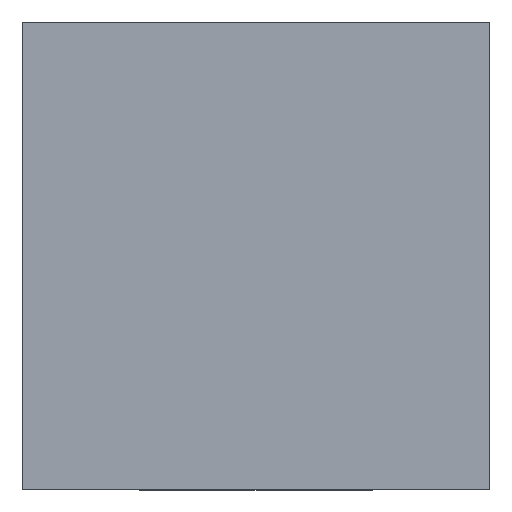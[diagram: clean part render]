
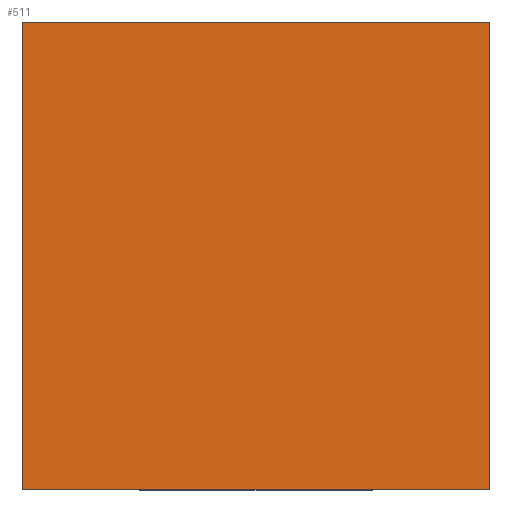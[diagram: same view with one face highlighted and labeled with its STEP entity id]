
A CAD part, top view. The second image highlights one B-rep face of the part: STEP entity #511.
In plain terms, the highlighted planar face has unit normal (0, 0, 1).
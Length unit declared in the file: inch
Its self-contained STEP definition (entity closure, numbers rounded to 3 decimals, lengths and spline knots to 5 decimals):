
#131 = VECTOR ( 'NONE', #2001, 39.37008 ) ;
#272 = VERTEX_POINT ( 'NONE', #1040 ) ;
#282 = VERTEX_POINT ( 'NONE', #1018 ) ;
#326 = FACE_OUTER_BOUND ( 'NONE', #2428, .T. ) ;
#511 = ADVANCED_FACE ( 'NONE', ( #326 ), #2370, .T. ) ;
#525 = CARTESIAN_POINT ( 'NONE',  ( 0.05787, 0.05787, 0.04331 ) ) ;
#547 = ORIENTED_EDGE ( 'NONE', *, *, #984, .T. ) ;
#689 = AXIS2_PLACEMENT_3D ( 'NONE', #1131, #1087, #1290 ) ;
#782 = DIRECTION ( 'NONE',  ( 1., 0., 0. ) ) ;
#868 = LINE ( 'NONE', #979, #131 ) ;
#979 = CARTESIAN_POINT ( 'NONE',  ( -0.05787, 0., 0.04331 ) ) ;
#984 = EDGE_CURVE ( 'NONE', #282, #2154, #1135, .T. ) ;
#1018 = CARTESIAN_POINT ( 'NONE',  ( 0.05787, -0.05787, 0.04331 ) ) ;
#1024 = EDGE_CURVE ( 'NONE', #272, #2315, #868, .T. ) ;
#1025 = CARTESIAN_POINT ( 'NONE',  ( 0., 0.05787, 0.04331 ) ) ;
#1040 = CARTESIAN_POINT ( 'NONE',  ( -0.05787, 0.05787, 0.04331 ) ) ;
#1054 = DIRECTION ( 'NONE',  ( -1., 0., 0. ) ) ;
#1087 = DIRECTION ( 'NONE',  ( 0., 0., 1. ) ) ;
#1089 = CARTESIAN_POINT ( 'NONE',  ( 0., -0.05787, 0.04331 ) ) ;
#1131 = CARTESIAN_POINT ( 'NONE',  ( 0., 0., 0.04331 ) ) ;
#1135 = LINE ( 'NONE', #1957, #1845 ) ;
#1136 = EDGE_CURVE ( 'NONE', #2154, #272, #1508, .T. ) ;
#1153 = EDGE_CURVE ( 'NONE', #2315, #282, #2245, .T. ) ;
#1290 = DIRECTION ( 'NONE',  ( 1., 0., 0. ) ) ;
#1455 = VECTOR ( 'NONE', #1054, 39.37008 ) ;
#1508 = LINE ( 'NONE', #1025, #1455 ) ;
#1616 = ORIENTED_EDGE ( 'NONE', *, *, #1024, .T. ) ;
#1845 = VECTOR ( 'NONE', #1981, 39.37008 ) ;
#1957 = CARTESIAN_POINT ( 'NONE',  ( 0.05787, 0., 0.04331 ) ) ;
#1981 = DIRECTION ( 'NONE',  ( 0., 1., 0. ) ) ;
#2001 = DIRECTION ( 'NONE',  ( 0., -1., 0. ) ) ;
#2154 = VERTEX_POINT ( 'NONE', #525 ) ;
#2212 = VECTOR ( 'NONE', #782, 39.37008 ) ;
#2245 = LINE ( 'NONE', #1089, #2212 ) ;
#2279 = ORIENTED_EDGE ( 'NONE', *, *, #1153, .T. ) ;
#2284 = CARTESIAN_POINT ( 'NONE',  ( -0.05787, -0.05787, 0.04331 ) ) ;
#2315 = VERTEX_POINT ( 'NONE', #2284 ) ;
#2370 = PLANE ( 'NONE',  #689 ) ;
#2395 = ORIENTED_EDGE ( 'NONE', *, *, #1136, .T. ) ;
#2428 = EDGE_LOOP ( 'NONE', ( #547, #2395, #1616, #2279 ) ) ;
